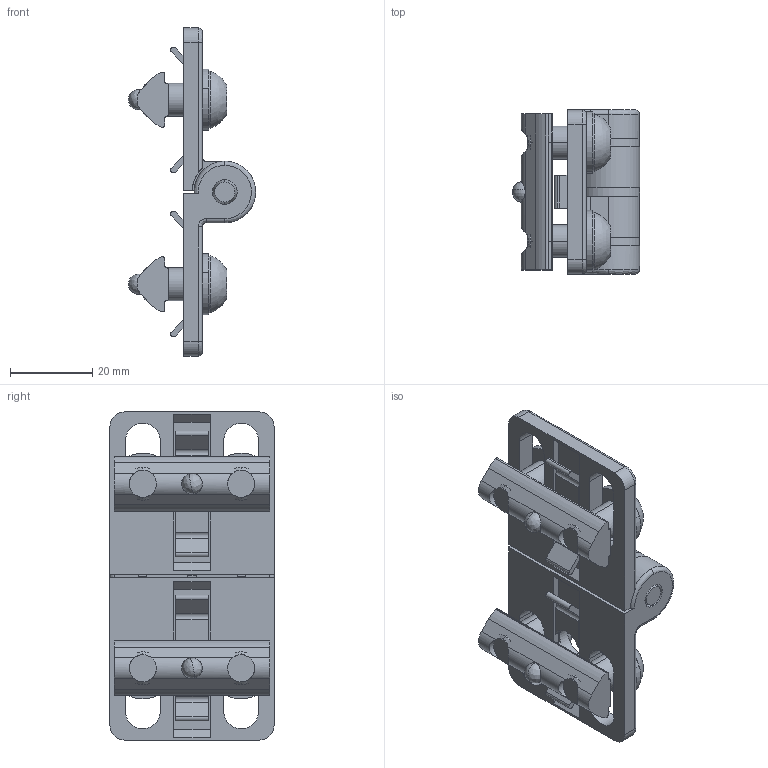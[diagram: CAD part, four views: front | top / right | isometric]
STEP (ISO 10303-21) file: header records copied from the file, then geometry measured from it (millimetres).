
FILE_DESCRIPTION (( 'STEP AP203' ), '1' );
FILE_NAME ('SZ0725S.STEP', '2009-10-19T18:55:22', ( ' ' ), ( ' ' ), 'SwSTEP 2.0', 'SolidWorks 2009', '' );
FILE_SCHEMA (( 'CONFIG_CONTROL_DESIGN' ));
Length unit declared in the file: millimetre
Products named in the file (1): SZ0725S
Bounding box: 31.02 x 40 x 80 mm (x, y, z)
Volume: 26603.4 mm3; surface area: 21267.4 mm2
Topology: 18 solids, 18 shells, 368 faces, 900 edges, 558 vertices
Faces by surface type: cylinder 150, plane 150, cone 36, bspline 32
Entity records: 12345 total; most frequent: CARTESIAN_POINT 3613, DIRECTION 1844, ORIENTED_EDGE 1768, EDGE_CURVE 884, AXIS2_PLACEMENT_3D 681, VERTEX_POINT 558, LINE 482, VECTOR 482
